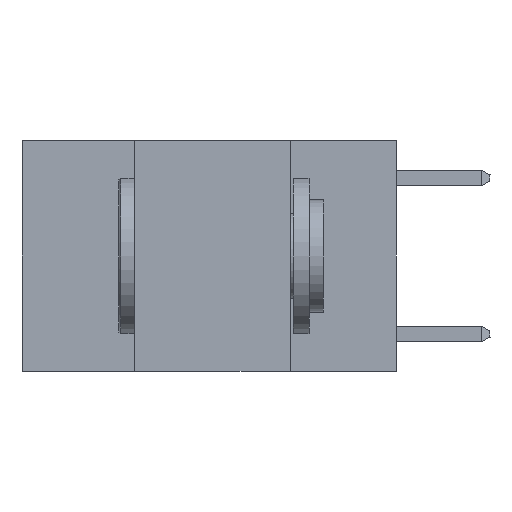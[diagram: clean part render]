
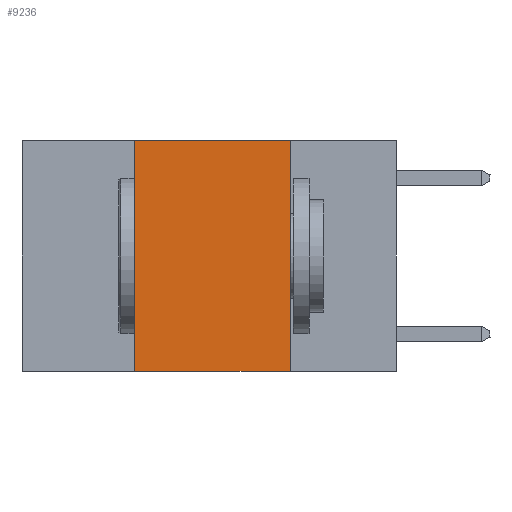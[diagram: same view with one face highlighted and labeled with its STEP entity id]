
A CAD part, left-side view. The second image highlights one B-rep face of the part: STEP entity #9236.
In plain terms, the highlighted planar face has unit normal (-1, 0, 0).
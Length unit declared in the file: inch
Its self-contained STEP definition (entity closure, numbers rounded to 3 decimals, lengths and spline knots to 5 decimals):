
#619 = PLANE ( 'NONE',  #13418 ) ;
#1264 = VERTEX_POINT ( 'NONE', #11517 ) ;
#1318 = CARTESIAN_POINT ( 'NONE',  ( 0., 0.17, -0.37 ) ) ;
#2693 = CARTESIAN_POINT ( 'NONE',  ( 0., 0.17, 0. ) ) ;
#2879 = CARTESIAN_POINT ( 'NONE',  ( 0., 0.6, 0. ) ) ;
#2901 = DIRECTION ( 'NONE',  ( 0., 0., -1. ) ) ;
#3010 = VECTOR ( 'NONE', #9395, 39.37008 ) ;
#4224 = LINE ( 'NONE', #8742, #14311 ) ;
#4235 = VERTEX_POINT ( 'NONE', #1318 ) ;
#4243 = CARTESIAN_POINT ( 'NONE',  ( 0., 0.42, -0.37 ) ) ;
#4295 = DIRECTION ( 'NONE',  ( 0., -1., 0. ) ) ;
#4872 = LINE ( 'NONE', #8412, #3010 ) ;
#4907 = LINE ( 'NONE', #10626, #11763 ) ;
#4976 = DIRECTION ( 'NONE',  ( 0., -1., 0. ) ) ;
#5290 = LINE ( 'NONE', #2693, #6051 ) ;
#5316 = ORIENTED_EDGE ( 'NONE', *, *, #6958, .T. ) ;
#6051 = VECTOR ( 'NONE', #2901, 39.37008 ) ;
#6064 = CARTESIAN_POINT ( 'NONE',  ( 0., 0.17, 0. ) ) ;
#6132 = FACE_OUTER_BOUND ( 'NONE', #9274, .T. ) ;
#6280 = DIRECTION ( 'NONE',  ( 1., 0., 0. ) ) ;
#6356 = ORIENTED_EDGE ( 'NONE', *, *, #13172, .F. ) ;
#6958 = EDGE_CURVE ( 'NONE', #12579, #4235, #4224, .T. ) ;
#8412 = CARTESIAN_POINT ( 'NONE',  ( 0., 0.42, 0. ) ) ;
#8742 = CARTESIAN_POINT ( 'NONE',  ( 0., 0.6, -0.37 ) ) ;
#9236 = ADVANCED_FACE ( 'NONE', ( #6132 ), #619, .F. ) ;
#9274 = EDGE_LOOP ( 'NONE', ( #10368, #14030, #6356, #5316 ) ) ;
#9395 = DIRECTION ( 'NONE',  ( 0., 0., 1. ) ) ;
#10042 = EDGE_CURVE ( 'NONE', #10421, #4235, #5290, .T. ) ;
#10368 = ORIENTED_EDGE ( 'NONE', *, *, #10042, .F. ) ;
#10421 = VERTEX_POINT ( 'NONE', #6064 ) ;
#10463 = EDGE_CURVE ( 'NONE', #1264, #10421, #4907, .T. ) ;
#10626 = CARTESIAN_POINT ( 'NONE',  ( 0., 0.6, 0. ) ) ;
#11517 = CARTESIAN_POINT ( 'NONE',  ( 0., 0.42, 0. ) ) ;
#11763 = VECTOR ( 'NONE', #4976, 39.37008 ) ;
#12579 = VERTEX_POINT ( 'NONE', #4243 ) ;
#13172 = EDGE_CURVE ( 'NONE', #12579, #1264, #4872, .T. ) ;
#13418 = AXIS2_PLACEMENT_3D ( 'NONE', #2879, #6280, #14269 ) ;
#14030 = ORIENTED_EDGE ( 'NONE', *, *, #10463, .F. ) ;
#14269 = DIRECTION ( 'NONE',  ( 0., 0., -1. ) ) ;
#14311 = VECTOR ( 'NONE', #4295, 39.37008 ) ;
